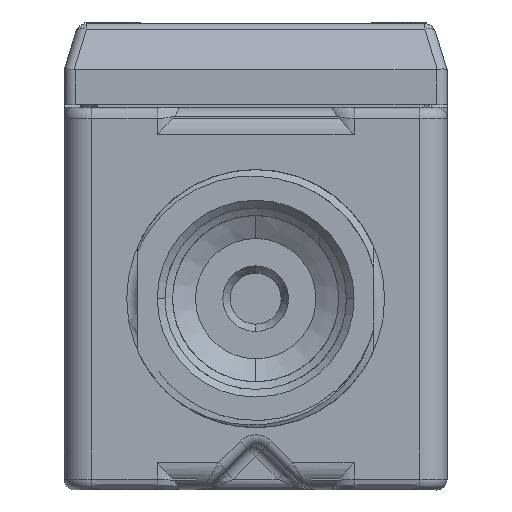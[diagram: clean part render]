
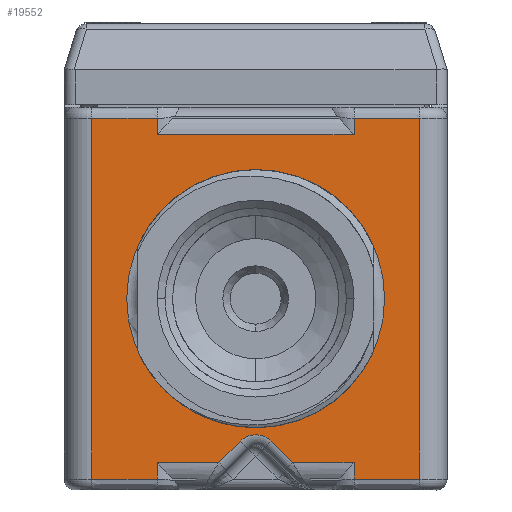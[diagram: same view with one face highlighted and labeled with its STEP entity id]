
A CAD part, front view. The second image highlights one B-rep face of the part: STEP entity #19552.
In plain terms, the highlighted planar face has unit normal (0, -1, 0).
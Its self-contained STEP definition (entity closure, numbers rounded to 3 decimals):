
#1=CARTESIAN_POINT('',(-19.045,-59.44,20.955));
#2=CARTESIAN_POINT('',(-18.521,-59.44,20.955));
#3=CARTESIAN_POINT('',(-17.509,-59.44,20.955));
#4=CARTESIAN_POINT('',(-16.1,-59.44,20.955));
#5=CARTESIAN_POINT('',(-14.789,-59.44,20.955));
#6=CARTESIAN_POINT('',(-13.573,-59.44,20.955));
#7=CARTESIAN_POINT('',(-12.448,-59.44,20.956));
#8=CARTESIAN_POINT('',(-11.759,-59.44,20.953));
#9=CARTESIAN_POINT('',(-11.43,-59.44,20.955));
#11=DIRECTION('',(0.,0.,-1.));
#12=VECTOR('',#11,1.91);
#13=CARTESIAN_POINT('',(-11.43,-59.44,20.955));
#14=LINE('',#13,#12);
#15=DIRECTION('',(0.,0.,-1.));
#16=VECTOR('',#15,1.91);
#17=CARTESIAN_POINT('',(11.43,-59.44,20.955));
#18=LINE('',#17,#16);
#19=CARTESIAN_POINT('',(11.43,-59.44,20.955));
#20=CARTESIAN_POINT('',(11.759,-59.44,20.953));
#21=CARTESIAN_POINT('',(12.448,-59.44,20.956));
#22=CARTESIAN_POINT('',(13.574,-59.44,20.955));
#23=CARTESIAN_POINT('',(14.79,-59.44,20.955));
#24=CARTESIAN_POINT('',(16.1,-59.44,20.955));
#25=CARTESIAN_POINT('',(17.509,-59.44,20.955));
#26=CARTESIAN_POINT('',(18.521,-59.44,20.955));
#27=CARTESIAN_POINT('',(19.045,-59.44,20.955));
#29=CARTESIAN_POINT('',(19.045,-59.44,-20.955));
#30=CARTESIAN_POINT('',(18.521,-59.44,-20.955));
#31=CARTESIAN_POINT('',(17.509,-59.44,-20.955));
#32=CARTESIAN_POINT('',(16.1,-59.44,-20.955));
#33=CARTESIAN_POINT('',(14.79,-59.44,-20.955));
#34=CARTESIAN_POINT('',(13.574,-59.44,-20.955));
#35=CARTESIAN_POINT('',(12.447,-59.44,-20.956));
#36=CARTESIAN_POINT('',(11.759,-59.44,-20.953));
#37=CARTESIAN_POINT('',(11.43,-59.44,-20.955));
#39=DIRECTION('',(0.,0.,-1.));
#40=VECTOR('',#39,1.91);
#41=CARTESIAN_POINT('',(11.43,-59.44,-19.045));
#42=LINE('',#41,#40);
#43=DIRECTION('',(0.,0.,-1.));
#44=VECTOR('',#43,1.91);
#45=CARTESIAN_POINT('',(-11.43,-59.44,-19.045));
#46=LINE('',#45,#44);
#47=CARTESIAN_POINT('',(-11.43,-59.44,-20.955));
#48=CARTESIAN_POINT('',(-11.759,-59.44,-20.953));
#49=CARTESIAN_POINT('',(-12.448,-59.44,-20.956));
#50=CARTESIAN_POINT('',(-13.573,-59.44,-20.955));
#51=CARTESIAN_POINT('',(-14.789,-59.44,-20.955));
#52=CARTESIAN_POINT('',(-16.1,-59.44,-20.955));
#53=CARTESIAN_POINT('',(-17.509,-59.44,-20.955));
#54=CARTESIAN_POINT('',(-18.521,-59.44,-20.955));
#55=CARTESIAN_POINT('',(-19.045,-59.44,-20.955));
#57=DIRECTION('',(0.,0.,1.));
#58=VECTOR('',#57,41.91);
#59=CARTESIAN_POINT('',(-19.045,-59.44,-20.955));
#60=LINE('',#59,#58);
#61=CARTESIAN_POINT('',(0.,-59.44,0.));
#62=DIRECTION('',(0.,-1.,0.));
#63=DIRECTION('',(0.,0.,-1.));
#64=AXIS2_PLACEMENT_3D('',#61,#62,#63);
#66=CARTESIAN_POINT('',(0.,-59.44,0.));
#67=DIRECTION('',(0.,-1.,0.));
#68=DIRECTION('',(0.,0.,1.));
#69=AXIS2_PLACEMENT_3D('',#66,#67,#68);
#5294=DIRECTION('',(1.,0.,0.));
#5295=VECTOR('',#5294,7.142);
#5296=CARTESIAN_POINT('',(-11.43,-59.44,-19.045));
#5297=LINE('',#5296,#5295);
#5333=CARTESIAN_POINT('',(-4.288,-59.44,-19.045));
#5402=CARTESIAN_POINT('',(0.,-59.44,-18.349));
#5403=DIRECTION('',(0.,1.,0.));
#5404=DIRECTION('',(-0.707,0.,0.707));
#5405=AXIS2_PLACEMENT_3D('',#5402,#5403,#5404);
#5407=DIRECTION('',(0.707,0.,0.707));
#5408=VECTOR('',#5407,3.525);
#5409=CARTESIAN_POINT('',(-4.288,-59.44,-19.045));
#5410=LINE('',#5409,#5408);
#5420=DIRECTION('',(-0.707,0.,0.707));
#5421=VECTOR('',#5420,3.525);
#5422=CARTESIAN_POINT('',(4.288,-59.44,-19.045));
#5423=LINE('',#5422,#5421);
#5584=DIRECTION('',(1.,0.,0.));
#5585=VECTOR('',#5584,7.142);
#5586=CARTESIAN_POINT('',(4.288,-59.44,-19.045));
#5587=LINE('',#5586,#5585);
#5693=DIRECTION('',(0.,0.,1.));
#5694=VECTOR('',#5693,41.91);
#5695=CARTESIAN_POINT('',(19.045,-59.44,-20.955));
#5696=LINE('',#5695,#5694);
#5975=DIRECTION('',(-1.,0.,0.));
#5976=VECTOR('',#5975,22.86);
#5977=CARTESIAN_POINT('',(11.43,-59.44,19.045));
#5978=LINE('',#5977,#5976);
#17320=CARTESIAN_POINT('',(0.,-59.44,-14.985));
#17321=CARTESIAN_POINT('',(0.,-59.44,14.985));
#17322=VERTEX_POINT('',#17320);
#17323=VERTEX_POINT('',#17321);
#17388=VERTEX_POINT('',#5333);
#17389=CARTESIAN_POINT('',(-1.796,-59.44,-16.553));
#17390=VERTEX_POINT('',#17389);
#17395=CARTESIAN_POINT('',(1.796,-59.44,-16.553));
#17396=VERTEX_POINT('',#17395);
#17397=CARTESIAN_POINT('',(4.288,-59.44,-19.045));
#17398=VERTEX_POINT('',#17397);
#17580=CARTESIAN_POINT('',(19.045,-59.44,20.955));
#17581=VERTEX_POINT('',#17580);
#17584=VERTEX_POINT('',#1);
#17585=VERTEX_POINT('',#9);
#17587=VERTEX_POINT('',#19);
#17600=CARTESIAN_POINT('',(-19.045,-59.44,-20.955));
#17601=VERTEX_POINT('',#17600);
#17604=VERTEX_POINT('',#29);
#17605=VERTEX_POINT('',#37);
#17607=VERTEX_POINT('',#47);
#17614=CARTESIAN_POINT('',(-11.43,-59.44,19.045));
#17615=VERTEX_POINT('',#17614);
#17694=CARTESIAN_POINT('',(11.43,-59.44,19.045));
#17695=VERTEX_POINT('',#17694);
#17698=CARTESIAN_POINT('',(-11.43,-59.44,-19.045));
#17699=VERTEX_POINT('',#17698);
#17700=CARTESIAN_POINT('',(11.43,-59.44,-19.045));
#17701=VERTEX_POINT('',#17700);
#19507=CARTESIAN_POINT('',(0.,-59.44,0.));
#19508=DIRECTION('',(0.,1.,0.));
#19509=DIRECTION('',(1.,0.,0.));
#19510=AXIS2_PLACEMENT_3D('',#19507,#19508,#19509);
#19511=PLANE('',#19510);
#19513=ORIENTED_EDGE('',*,*,#19512,.T.);
#19515=ORIENTED_EDGE('',*,*,#19514,.T.);
#19517=ORIENTED_EDGE('',*,*,#19516,.F.);
#19519=ORIENTED_EDGE('',*,*,#19518,.F.);
#19521=ORIENTED_EDGE('',*,*,#19520,.T.);
#19523=ORIENTED_EDGE('',*,*,#19522,.F.);
#19525=ORIENTED_EDGE('',*,*,#19524,.T.);
#19527=ORIENTED_EDGE('',*,*,#19526,.F.);
#19529=ORIENTED_EDGE('',*,*,#19528,.F.);
#19531=ORIENTED_EDGE('',*,*,#19530,.T.);
#19533=ORIENTED_EDGE('',*,*,#19532,.F.);
#19535=ORIENTED_EDGE('',*,*,#19534,.F.);
#19537=ORIENTED_EDGE('',*,*,#19536,.F.);
#19539=ORIENTED_EDGE('',*,*,#19538,.T.);
#19541=ORIENTED_EDGE('',*,*,#19540,.T.);
#19543=ORIENTED_EDGE('',*,*,#19542,.T.);
#19544=EDGE_LOOP('',(#19513,#19515,#19517,#19519,#19521,#19523,#19525,#19527,
#19529,#19531,#19533,#19535,#19537,#19539,#19541,#19543));
#19545=FACE_OUTER_BOUND('',#19544,.F.);
#19547=ORIENTED_EDGE('',*,*,#19546,.T.);
#19549=ORIENTED_EDGE('',*,*,#19548,.T.);
#19550=EDGE_LOOP('',(#19547,#19549));
#19551=FACE_BOUND('',#19550,.F.);
#19552=ADVANCED_FACE('',(#19545,#19551),#19511,.F.);
#10=B_SPLINE_CURVE_WITH_KNOTS('',3,(#1,#2,#3,#4,#5,#6,#7,#8,#9),.UNSPECIFIED.,
.F.,.F.,(4,1,1,1,1,1,4),(0.,0.167,0.333,0.5,
0.667,0.833,1.),.UNSPECIFIED.);
#28=B_SPLINE_CURVE_WITH_KNOTS('',3,(#19,#20,#21,#22,#23,#24,#25,#26,#27),
.UNSPECIFIED.,.F.,.F.,(4,1,1,1,1,1,4),(0.,0.167,0.333,
0.5,0.667,0.833,1.),.UNSPECIFIED.);
#38=B_SPLINE_CURVE_WITH_KNOTS('',3,(#29,#30,#31,#32,#33,#34,#35,#36,#37),
.UNSPECIFIED.,.F.,.F.,(4,1,1,1,1,1,4),(0.,0.167,0.333,
0.5,0.667,0.833,1.),.UNSPECIFIED.);
#56=B_SPLINE_CURVE_WITH_KNOTS('',3,(#47,#48,#49,#50,#51,#52,#53,#54,#55),
.UNSPECIFIED.,.F.,.F.,(4,1,1,1,1,1,4),(0.,0.167,0.333,
0.5,0.667,0.833,1.),.UNSPECIFIED.);
#65=CIRCLE('',#64,14.985);
#70=CIRCLE('',#69,14.985);
#5406=CIRCLE('',#5405,2.54);
#19512=EDGE_CURVE('',#17584,#17585,#10,.T.);
#19514=EDGE_CURVE('',#17585,#17615,#14,.T.);
#19516=EDGE_CURVE('',#17695,#17615,#5978,.T.);
#19518=EDGE_CURVE('',#17587,#17695,#18,.T.);
#19520=EDGE_CURVE('',#17587,#17581,#28,.T.);
#19522=EDGE_CURVE('',#17604,#17581,#5696,.T.);
#19524=EDGE_CURVE('',#17604,#17605,#38,.T.);
#19526=EDGE_CURVE('',#17701,#17605,#42,.T.);
#19528=EDGE_CURVE('',#17398,#17701,#5587,.T.);
#19530=EDGE_CURVE('',#17398,#17396,#5423,.T.);
#19532=EDGE_CURVE('',#17390,#17396,#5406,.T.);
#19534=EDGE_CURVE('',#17388,#17390,#5410,.T.);
#19536=EDGE_CURVE('',#17699,#17388,#5297,.T.);
#19538=EDGE_CURVE('',#17699,#17607,#46,.T.);
#19540=EDGE_CURVE('',#17607,#17601,#56,.T.);
#19542=EDGE_CURVE('',#17601,#17584,#60,.T.);
#19546=EDGE_CURVE('',#17322,#17323,#65,.T.);
#19548=EDGE_CURVE('',#17323,#17322,#70,.T.);
